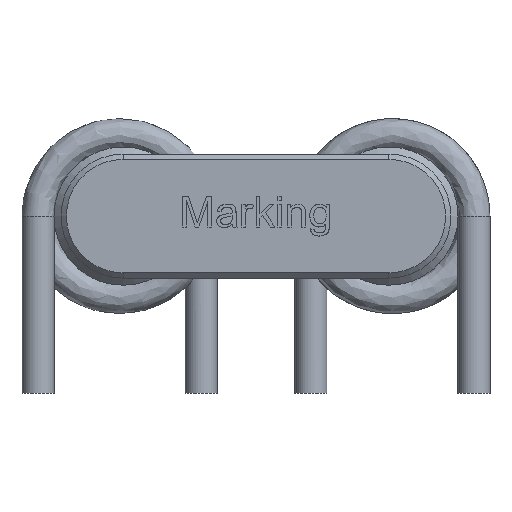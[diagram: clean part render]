
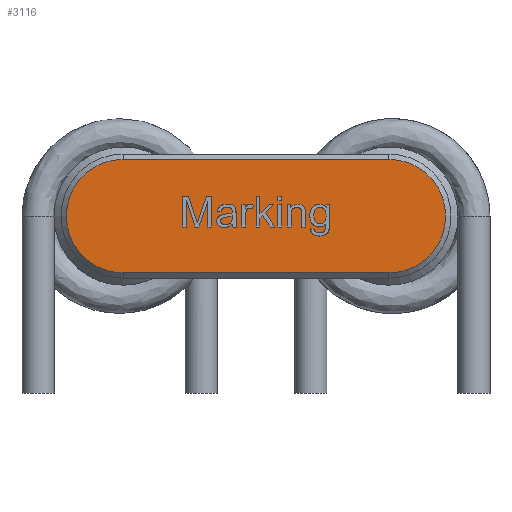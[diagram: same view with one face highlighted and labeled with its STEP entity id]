
A CAD part, left-side view. The second image highlights one B-rep face of the part: STEP entity #3116.
In plain terms, the highlighted face is planar.
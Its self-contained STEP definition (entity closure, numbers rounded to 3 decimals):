
#177=LINE('',#7522,#312);
#181=LINE('',#7529,#316);
#312=VECTOR('',#4109,1000.);
#316=VECTOR('',#4115,1000.);
#657=PLANE('',#3610);
#1540=ORIENTED_EDGE('',*,*,#1933,.T.);
#1541=ORIENTED_EDGE('',*,*,#1927,.T.);
#1542=ORIENTED_EDGE('',*,*,#1929,.T.);
#1543=ORIENTED_EDGE('',*,*,#1935,.T.);
#1927=EDGE_CURVE('',#2266,#2269,#2403,.T.);
#1929=EDGE_CURVE('',#2269,#2271,#177,.T.);
#1933=EDGE_CURVE('',#2272,#2266,#181,.T.);
#1935=EDGE_CURVE('',#2271,#2272,#2405,.T.);
#2266=VERTEX_POINT('',#7511);
#2269=VERTEX_POINT('',#7516);
#2271=VERTEX_POINT('',#7521);
#2272=VERTEX_POINT('',#7526);
#2403=CIRCLE('',#3538,3.2);
#2405=CIRCLE('',#3543,3.2);
#2668=EDGE_LOOP('',(#1540,#1541,#1542,#1543));
#2905=FACE_BOUND('',#2668,.T.);
#3116=ADVANCED_FACE('',(#2905),#657,.T.);
#3538=AXIS2_PLACEMENT_3D('',#7517,#4104,#4105);
#3543=AXIS2_PLACEMENT_3D('',#7532,#4120,#4121);
#3610=AXIS2_PLACEMENT_3D('',#8117,#4278,#4279);
#4104=DIRECTION('',(0.,-1.,0.));
#4105=DIRECTION('',(0.,0.,-1.));
#4109=DIRECTION('',(-1.,0.,0.));
#4115=DIRECTION('',(1.,0.,0.));
#4120=DIRECTION('',(0.,-1.,0.));
#4121=DIRECTION('',(0.,0.,-1.));
#4278=DIRECTION('',(0.,-1.,0.));
#4279=DIRECTION('',(0.,0.,-1.));
#7511=CARTESIAN_POINT('',(7.5,-12.,-3.2));
#7516=CARTESIAN_POINT('',(7.5,-12.,3.2));
#7517=CARTESIAN_POINT('',(7.5,-12.,0.));
#7521=CARTESIAN_POINT('',(-7.5,-12.,3.2));
#7522=CARTESIAN_POINT('',(-7.5,-12.,3.2));
#7526=CARTESIAN_POINT('',(-7.5,-12.,-3.2));
#7529=CARTESIAN_POINT('',(7.5,-12.,-3.2));
#7532=CARTESIAN_POINT('',(-7.5,-12.,0.));
#8117=CARTESIAN_POINT('',(7.5,-12.,0.));
